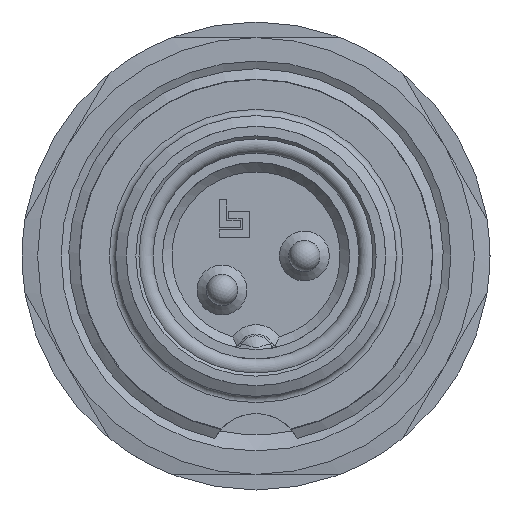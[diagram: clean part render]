
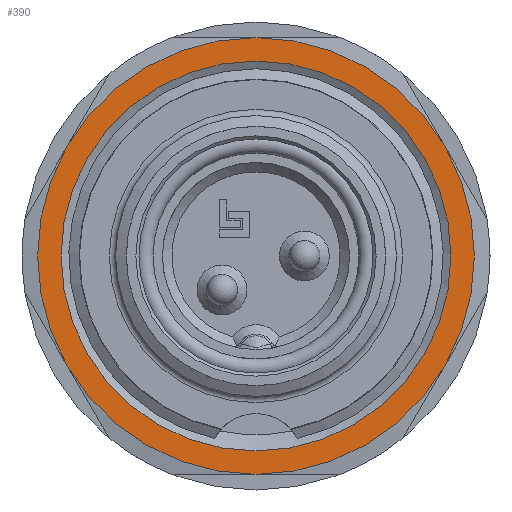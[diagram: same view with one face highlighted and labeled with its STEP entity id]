
A CAD part, left-side view. The second image highlights one B-rep face of the part: STEP entity #390.
In plain terms, the highlighted planar face has unit normal (-1, 0, 0).
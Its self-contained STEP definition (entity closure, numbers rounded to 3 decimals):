
#301=PLANE('',#2080);
#390=ADVANCED_FACE('',(#541,#542),#301,.T.);
#541=FACE_BOUND('',#674,.T.);
#542=FACE_BOUND('',#675,.T.);
#674=EDGE_LOOP('',(#1211));
#675=EDGE_LOOP('',(#1212,#1213,#1214,#1215,#1216,#1217));
#1211=ORIENTED_EDGE('',*,*,#1727,.T.);
#1212=ORIENTED_EDGE('',*,*,#1734,.T.);
#1213=ORIENTED_EDGE('',*,*,#1735,.T.);
#1214=ORIENTED_EDGE('',*,*,#1736,.T.);
#1215=ORIENTED_EDGE('',*,*,#1737,.T.);
#1216=ORIENTED_EDGE('',*,*,#1738,.T.);
#1217=ORIENTED_EDGE('',*,*,#1739,.T.);
#1513=VERTEX_POINT('',#3423);
#1520=VERTEX_POINT('',#3439);
#1521=VERTEX_POINT('',#3440);
#1522=VERTEX_POINT('',#3442);
#1523=VERTEX_POINT('',#3444);
#1524=VERTEX_POINT('',#3446);
#1525=VERTEX_POINT('',#3448);
#1727=EDGE_CURVE('',#1513,#1513,#1889,.T.);
#1734=EDGE_CURVE('',#1520,#1521,#1896,.T.);
#1735=EDGE_CURVE('',#1521,#1522,#1897,.T.);
#1736=EDGE_CURVE('',#1522,#1523,#1898,.T.);
#1737=EDGE_CURVE('',#1523,#1524,#1899,.T.);
#1738=EDGE_CURVE('',#1524,#1525,#1900,.T.);
#1739=EDGE_CURVE('',#1525,#1520,#1901,.T.);
#1889=CIRCLE('',#2065,6.249);
#1896=CIRCLE('',#2074,7.);
#1897=CIRCLE('',#2075,7.);
#1898=CIRCLE('',#2076,7.);
#1899=CIRCLE('',#2077,7.);
#1900=CIRCLE('',#2078,7.);
#1901=CIRCLE('',#2079,7.);
#2065=AXIS2_PLACEMENT_3D('',#3422,#2483,#2484);
#2074=AXIS2_PLACEMENT_3D('',#3438,#2501,#2502);
#2075=AXIS2_PLACEMENT_3D('',#3441,#2503,#2504);
#2076=AXIS2_PLACEMENT_3D('',#3443,#2505,#2506);
#2077=AXIS2_PLACEMENT_3D('',#3445,#2507,#2508);
#2078=AXIS2_PLACEMENT_3D('',#3447,#2509,#2510);
#2079=AXIS2_PLACEMENT_3D('',#3449,#2511,#2512);
#2080=AXIS2_PLACEMENT_3D('',#3450,#2513,#2514);
#2483=DIRECTION('',(1.,0.,0.));
#2484=DIRECTION('',(0.,0.,1.));
#2501=DIRECTION('',(-1.,0.,0.));
#2502=DIRECTION('',(0.,0.,1.));
#2503=DIRECTION('',(-1.,0.,0.));
#2504=DIRECTION('',(0.,0.,1.));
#2505=DIRECTION('',(-1.,0.,0.));
#2506=DIRECTION('',(0.,0.,1.));
#2507=DIRECTION('',(-1.,0.,0.));
#2508=DIRECTION('',(0.,0.,1.));
#2509=DIRECTION('',(-1.,0.,0.));
#2510=DIRECTION('',(0.,0.,1.));
#2511=DIRECTION('',(-1.,0.,0.));
#2512=DIRECTION('',(0.,0.,1.));
#2513=DIRECTION('',(-1.,0.,0.));
#2514=DIRECTION('',(0.,0.,1.));
#3422=CARTESIAN_POINT('',(9.5,0.,0.));
#3423=CARTESIAN_POINT('',(9.5,0.,6.249));
#3438=CARTESIAN_POINT('',(9.5,0.,0.));
#3439=CARTESIAN_POINT('',(9.5,6.062,3.5));
#3440=CARTESIAN_POINT('',(9.5,6.062,-3.5));
#3441=CARTESIAN_POINT('',(9.5,0.,0.));
#3442=CARTESIAN_POINT('',(9.5,0.,-7.));
#3443=CARTESIAN_POINT('',(9.5,0.,0.));
#3444=CARTESIAN_POINT('',(9.5,-6.062,-3.5));
#3445=CARTESIAN_POINT('',(9.5,0.,0.));
#3446=CARTESIAN_POINT('',(9.5,-6.062,3.5));
#3447=CARTESIAN_POINT('',(9.5,0.,0.));
#3448=CARTESIAN_POINT('',(9.5,0.,7.));
#3449=CARTESIAN_POINT('',(9.5,0.,0.));
#3450=CARTESIAN_POINT('',(9.5,0.,0.));
